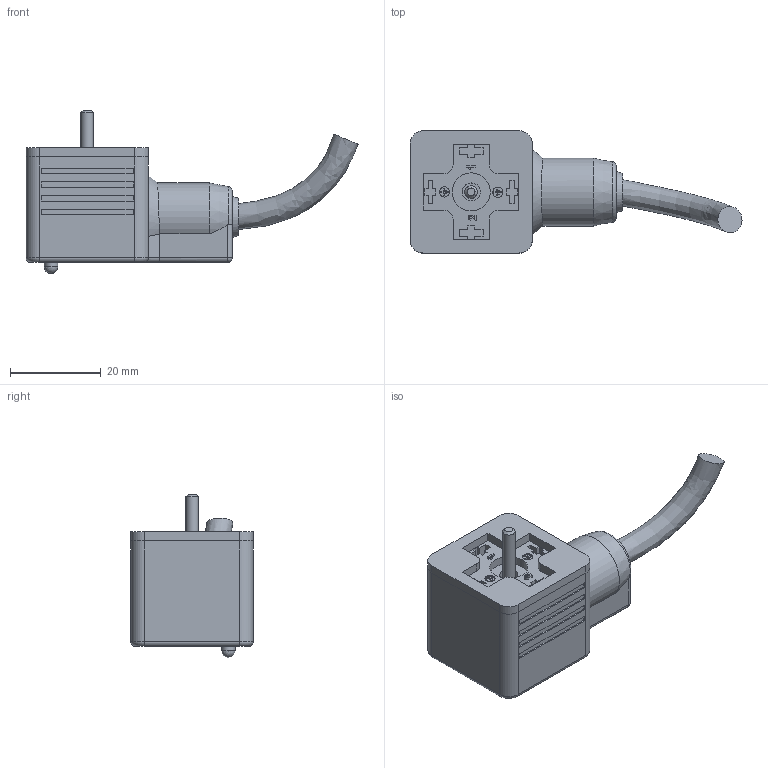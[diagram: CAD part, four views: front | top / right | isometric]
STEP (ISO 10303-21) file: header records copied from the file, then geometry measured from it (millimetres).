
FILE_DESCRIPTION (( 'STEP AP214' ), '1' );
FILE_NAME ('SC18-LS110-5.STEP', '2012-03-22T13:38:44', ( ' ' ), ( ' ' ), 'SwSTEP 2.0', 'SolidWorks 2011', '' );
FILE_SCHEMA (( 'AUTOMOTIVE_DESIGN' ));
Length unit declared in the file: millimetre
Products named in the file (1): SC18-LS110-5
Bounding box: 73.26 x 27 x 36 mm (x, y, z)
Volume: 22295.3 mm3; surface area: 8255 mm2
Topology: 5 solids, 5 shells, 269 faces, 682 edges, 447 vertices
Faces by surface type: plane 210, cylinder 34, bspline 12, torus 6, cone 4, sphere 3
Full cylindrical faces by diameter (mm): 2.25 x2, 2.75 x1, 3 x1, 4 x1, 5.75 x1, 6 x2, 8.4 x1
Entity records: 8656 total; most frequent: CARTESIAN_POINT 2214, ORIENTED_EDGE 1316, DIRECTION 1200, EDGE_CURVE 658, VECTOR 542, LINE 542, VERTEX_POINT 440, AXIS2_PLACEMENT_3D 329
